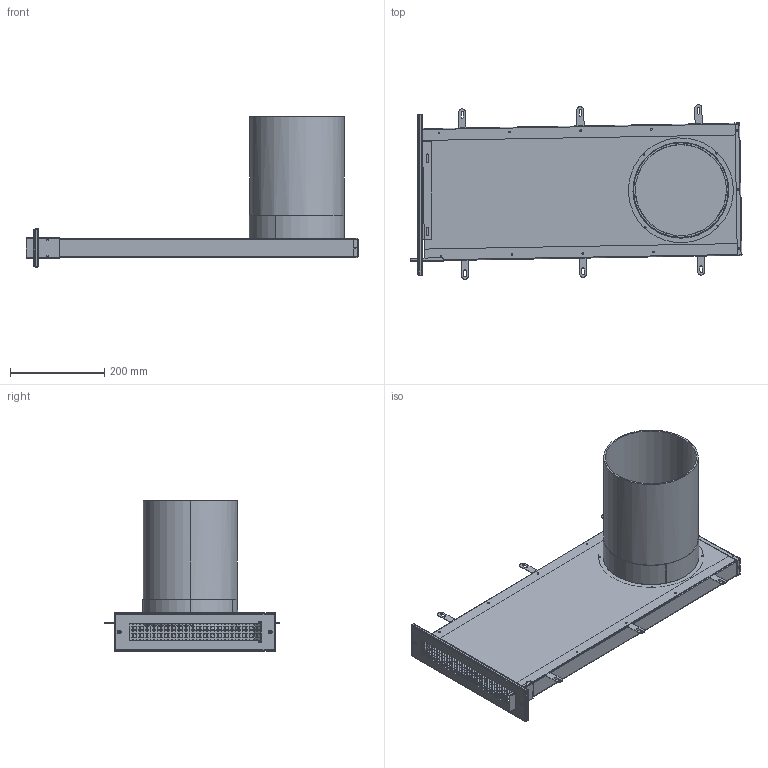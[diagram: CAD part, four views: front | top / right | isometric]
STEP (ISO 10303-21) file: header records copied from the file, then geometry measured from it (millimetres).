
FILE_DESCRIPTION(('FreeCAD Model'),'2;1');
FILE_NAME('PP-60-KL-SR.step', '2016-02-15T10:27:58',('Author'),(''), 'Open CASCADE STEP processor 6.8','FreeCAD','Unknown');
FILE_SCHEMA(('AUTOMOTIVE_DESIGN_CC2 { 1 2 10303 214 -1 1 5 4 }'));
Products named in the file (1): PP_60_KL_SR
Bounding box: 702.85 x 369.67 x 319 mm (x, y, z)
Surface area: 1429502 mm2 (no closed solid volume)
Topology: 0 solids, 2001 shells, 2001 faces, 11534 edges, 11534 vertices
Faces by surface type: plane 1010, revolution 965, bspline 26
Entity records: 231470 total; most frequent: CARTESIAN_POINT 56517, DIRECTION 28610, LINE 17991, VECTOR 17991, ORIENTED_EDGE 11534, EDGE_CURVE 11534, VERTEX_POINT 11534, SURFACE_CURVE 11534
